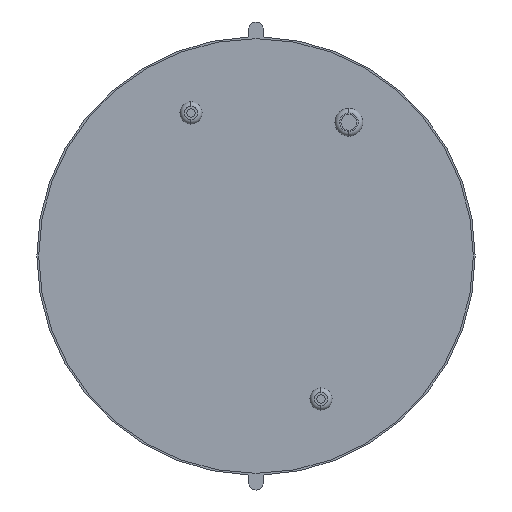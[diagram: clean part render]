
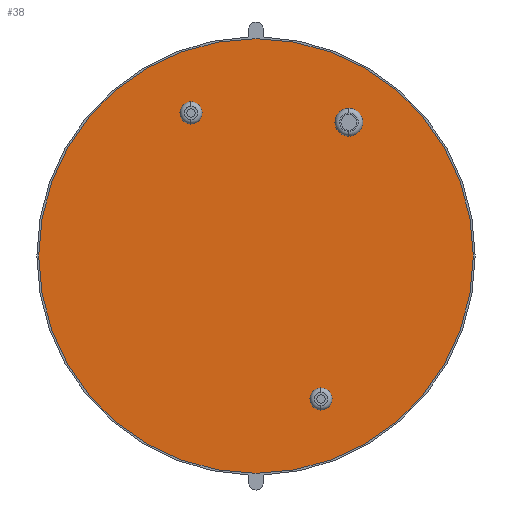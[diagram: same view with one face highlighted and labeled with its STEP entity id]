
A CAD part, front view. The second image highlights one B-rep face of the part: STEP entity #38.
In plain terms, the highlighted planar face has unit normal (0, -1, 0).
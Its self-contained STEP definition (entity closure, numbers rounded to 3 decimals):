
#38 = ADVANCED_FACE ( 'NONE', ( #3905, #2095, #4587, #2012 ), #1326, .F. ) ;
#214 = CARTESIAN_POINT ( 'NONE',  ( -35., 0., 77.014 ) ) ;
#246 = VERTEX_POINT ( 'NONE', #3553 ) ;
#471 = DIRECTION ( 'NONE',  ( 0., 0., 1. ) ) ;
#493 = CARTESIAN_POINT ( 'NONE',  ( -35., 0., 77.014 ) ) ;
#494 = VERTEX_POINT ( 'NONE', #2427 ) ;
#591 = VERTEX_POINT ( 'NONE', #4798 ) ;
#734 = DIRECTION ( 'NONE',  ( 0., -1., 0. ) ) ;
#772 = CARTESIAN_POINT ( 'NONE',  ( 0., 0., 0. ) ) ;
#923 = CIRCLE ( 'NONE', #3661, 6. ) ;
#1058 = CIRCLE ( 'NONE', #2076, 7.5 ) ;
#1124 = VERTEX_POINT ( 'NONE', #4260 ) ;
#1205 = VERTEX_POINT ( 'NONE', #7067 ) ;
#1296 = EDGE_LOOP ( 'NONE', ( #4054, #3107 ) ) ;
#1326 = PLANE ( 'NONE',  #1640 ) ;
#1476 = EDGE_CURVE ( 'NONE', #2177, #5224, #2236, .T. ) ;
#1522 = EDGE_CURVE ( 'NONE', #1205, #1124, #6474, .T. ) ;
#1640 = AXIS2_PLACEMENT_3D ( 'NONE', #772, #5199, #5671 ) ;
#1862 = CARTESIAN_POINT ( 'NONE',  ( 0., 0., 0. ) ) ;
#1894 = DIRECTION ( 'NONE',  ( 0., 0., 1. ) ) ;
#2012 = FACE_BOUND ( 'NONE', #1296, .T. ) ;
#2076 = AXIS2_PLACEMENT_3D ( 'NONE', #5376, #5301, #3660 ) ;
#2095 = FACE_OUTER_BOUND ( 'NONE', #4063, .T. ) ;
#2165 = CIRCLE ( 'NONE', #3180, 117. ) ;
#2177 = VERTEX_POINT ( 'NONE', #6055 ) ;
#2236 = CIRCLE ( 'NONE', #6178, 117. ) ;
#2267 = EDGE_CURVE ( 'NONE', #246, #591, #6114, .T. ) ;
#2308 = DIRECTION ( 'NONE',  ( 0., 0., 1. ) ) ;
#2334 = VERTEX_POINT ( 'NONE', #3725 ) ;
#2361 = CARTESIAN_POINT ( 'NONE',  ( 35., 0., -77. ) ) ;
#2399 = CIRCLE ( 'NONE', #2783, 6. ) ;
#2427 = CARTESIAN_POINT ( 'NONE',  ( 35., 0., -71. ) ) ;
#2611 = EDGE_CURVE ( 'NONE', #5224, #2177, #2165, .T. ) ;
#2783 = AXIS2_PLACEMENT_3D ( 'NONE', #5198, #6275, #6840 ) ;
#2931 = DIRECTION ( 'NONE',  ( 0., -1., 0. ) ) ;
#3010 = CARTESIAN_POINT ( 'NONE',  ( 50., 0., 72.014 ) ) ;
#3107 = ORIENTED_EDGE ( 'NONE', *, *, #1522, .F. ) ;
#3180 = AXIS2_PLACEMENT_3D ( 'NONE', #3794, #5390, #471 ) ;
#3442 = ORIENTED_EDGE ( 'NONE', *, *, #2267, .F. ) ;
#3496 = DIRECTION ( 'NONE',  ( 0., -1., 0. ) ) ;
#3553 = CARTESIAN_POINT ( 'NONE',  ( -35., 0., 83.014 ) ) ;
#3660 = DIRECTION ( 'NONE',  ( 0., 0., 1. ) ) ;
#3661 = AXIS2_PLACEMENT_3D ( 'NONE', #214, #3496, #4088 ) ;
#3725 = CARTESIAN_POINT ( 'NONE',  ( 35., 0., -83. ) ) ;
#3794 = CARTESIAN_POINT ( 'NONE',  ( 0., 0., 0. ) ) ;
#3889 = AXIS2_PLACEMENT_3D ( 'NONE', #2361, #734, #2308 ) ;
#3905 = FACE_BOUND ( 'NONE', #3916, .T. ) ;
#3916 = EDGE_LOOP ( 'NONE', ( #4772, #4177 ) ) ;
#4015 = AXIS2_PLACEMENT_3D ( 'NONE', #493, #6520, #4866 ) ;
#4054 = ORIENTED_EDGE ( 'NONE', *, *, #6957, .F. ) ;
#4063 = EDGE_LOOP ( 'NONE', ( #6834, #6545 ) ) ;
#4088 = DIRECTION ( 'NONE',  ( 0., 0., 1. ) ) ;
#4133 = EDGE_LOOP ( 'NONE', ( #3442, #5528 ) ) ;
#4177 = ORIENTED_EDGE ( 'NONE', *, *, #4468, .F. ) ;
#4260 = CARTESIAN_POINT ( 'NONE',  ( 50., 0., 79.514 ) ) ;
#4443 = EDGE_CURVE ( 'NONE', #591, #246, #923, .T. ) ;
#4468 = EDGE_CURVE ( 'NONE', #2334, #494, #2399, .T. ) ;
#4587 = FACE_BOUND ( 'NONE', #4133, .T. ) ;
#4613 = EDGE_CURVE ( 'NONE', #494, #2334, #4981, .T. ) ;
#4772 = ORIENTED_EDGE ( 'NONE', *, *, #4613, .F. ) ;
#4798 = CARTESIAN_POINT ( 'NONE',  ( -35., 0., 71.014 ) ) ;
#4866 = DIRECTION ( 'NONE',  ( 0., 0., 1. ) ) ;
#4981 = CIRCLE ( 'NONE', #3889, 6. ) ;
#5059 = AXIS2_PLACEMENT_3D ( 'NONE', #3010, #2931, #1894 ) ;
#5198 = CARTESIAN_POINT ( 'NONE',  ( 35., 0., -77. ) ) ;
#5199 = DIRECTION ( 'NONE',  ( 0., 1., 0. ) ) ;
#5224 = VERTEX_POINT ( 'NONE', #5814 ) ;
#5301 = DIRECTION ( 'NONE',  ( 0., -1., 0. ) ) ;
#5376 = CARTESIAN_POINT ( 'NONE',  ( 50., 0., 72.014 ) ) ;
#5390 = DIRECTION ( 'NONE',  ( 0., -1., 0. ) ) ;
#5528 = ORIENTED_EDGE ( 'NONE', *, *, #4443, .F. ) ;
#5671 = DIRECTION ( 'NONE',  ( 0., 0., 1. ) ) ;
#5814 = CARTESIAN_POINT ( 'NONE',  ( 0., 0., 117. ) ) ;
#6055 = CARTESIAN_POINT ( 'NONE',  ( 0., 0., -117. ) ) ;
#6114 = CIRCLE ( 'NONE', #4015, 6. ) ;
#6178 = AXIS2_PLACEMENT_3D ( 'NONE', #1862, #6243, #6321 ) ;
#6243 = DIRECTION ( 'NONE',  ( 0., -1., 0. ) ) ;
#6275 = DIRECTION ( 'NONE',  ( 0., -1., 0. ) ) ;
#6321 = DIRECTION ( 'NONE',  ( 0., 0., 1. ) ) ;
#6474 = CIRCLE ( 'NONE', #5059, 7.5 ) ;
#6520 = DIRECTION ( 'NONE',  ( 0., -1., 0. ) ) ;
#6545 = ORIENTED_EDGE ( 'NONE', *, *, #1476, .T. ) ;
#6834 = ORIENTED_EDGE ( 'NONE', *, *, #2611, .T. ) ;
#6840 = DIRECTION ( 'NONE',  ( 0., 0., 1. ) ) ;
#6957 = EDGE_CURVE ( 'NONE', #1124, #1205, #1058, .T. ) ;
#7067 = CARTESIAN_POINT ( 'NONE',  ( 50., 0., 64.514 ) ) ;
